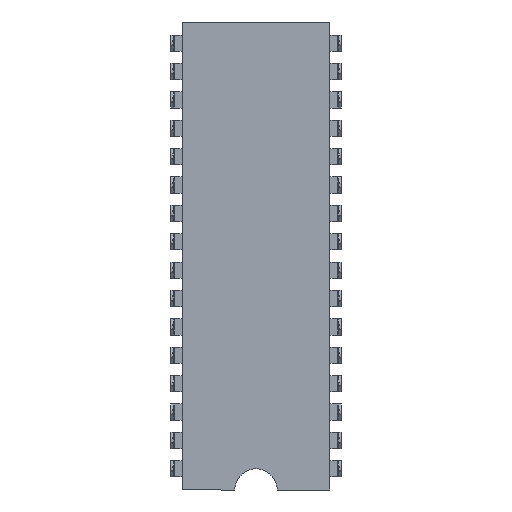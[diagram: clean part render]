
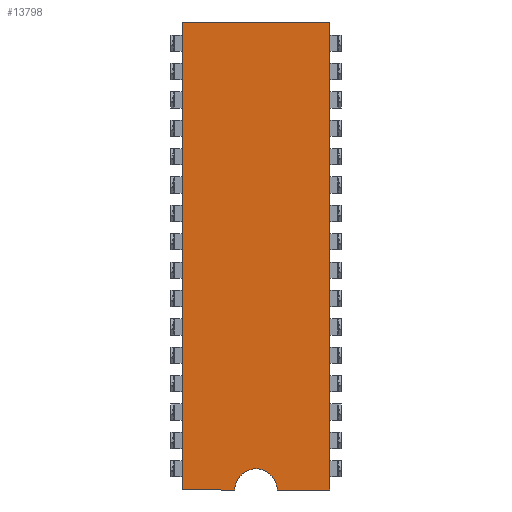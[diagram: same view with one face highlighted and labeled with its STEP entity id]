
A CAD part, front view. The second image highlights one B-rep face of the part: STEP entity #13798.
In plain terms, the highlighted planar face has unit normal (0, -1, 0).
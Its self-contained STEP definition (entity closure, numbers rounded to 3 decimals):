
#605 = DIRECTION ( 'NONE',  ( 1., 0., 0. ) ) ;
#612 = CARTESIAN_POINT ( 'NONE',  ( 6.605, 1.4, -20.942 ) ) ;
#1005 = DIRECTION ( 'NONE',  ( 0., 0., -1. ) ) ;
#1026 = CARTESIAN_POINT ( 'NONE',  ( 0., 1.4, -20.942 ) ) ;
#1311 = AXIS2_PLACEMENT_3D ( 'NONE', #12459, #15174, #13757 ) ;
#1691 = LINE ( 'NONE', #9463, #1716 ) ;
#1716 = VECTOR ( 'NONE', #605, 1000. ) ;
#1774 = CARTESIAN_POINT ( 'NONE',  ( -6.605, 1.4, -20.942 ) ) ;
#2156 = VECTOR ( 'NONE', #14640, 1000. ) ;
#2279 = EDGE_CURVE ( 'NONE', #15346, #8139, #3718, .T. ) ;
#2384 = VERTEX_POINT ( 'NONE', #612 ) ;
#2471 = CARTESIAN_POINT ( 'NONE',  ( -6.605, 1.4, 20.942 ) ) ;
#2666 = DIRECTION ( 'NONE',  ( -1., 0., 0. ) ) ;
#2872 = ORIENTED_EDGE ( 'NONE', *, *, #2279, .T. ) ;
#3040 = CIRCLE ( 'NONE', #14031, 1.9 ) ;
#3239 = DIRECTION ( 'NONE',  ( 0., -1., 0. ) ) ;
#3718 = LINE ( 'NONE', #10670, #3783 ) ;
#3783 = VECTOR ( 'NONE', #2666, 1000. ) ;
#4012 = VECTOR ( 'NONE', #1005, 1000. ) ;
#4183 = DIRECTION ( 'NONE',  ( 0., 0., 1. ) ) ;
#4244 = EDGE_CURVE ( 'NONE', #16745, #11700, #15934, .T. ) ;
#4950 = FACE_OUTER_BOUND ( 'NONE', #8572, .T. ) ;
#5136 = ORIENTED_EDGE ( 'NONE', *, *, #9001, .T. ) ;
#5197 = DIRECTION ( 'NONE',  ( 0., 0., -1. ) ) ;
#6248 = AXIS2_PLACEMENT_3D ( 'NONE', #1026, #15449, #5197 ) ;
#6372 = EDGE_CURVE ( 'NONE', #8139, #6955, #10229, .T. ) ;
#6843 = CARTESIAN_POINT ( 'NONE',  ( 0., 1.4, -20.942 ) ) ;
#6955 = VERTEX_POINT ( 'NONE', #11441 ) ;
#7902 = LINE ( 'NONE', #1774, #2156 ) ;
#8139 = VERTEX_POINT ( 'NONE', #2471 ) ;
#8170 = DIRECTION ( 'NONE',  ( 0., 0., -1. ) ) ;
#8572 = EDGE_LOOP ( 'NONE', ( #15949, #13980, #5136, #2872, #15635, #12862, #15895 ) ) ;
#9001 = EDGE_CURVE ( 'NONE', #2384, #15346, #10813, .T. ) ;
#9162 = CARTESIAN_POINT ( 'NONE',  ( 1.9, 1.4, -20.942 ) ) ;
#9463 = CARTESIAN_POINT ( 'NONE',  ( -6.605, 1.4, -20.942 ) ) ;
#9656 = CARTESIAN_POINT ( 'NONE',  ( 0., 1.4, -19.042 ) ) ;
#9958 = EDGE_CURVE ( 'NONE', #16745, #2384, #1691, .T. ) ;
#10229 = LINE ( 'NONE', #11442, #4012 ) ;
#10281 = EDGE_CURVE ( 'NONE', #11700, #13417, #3040, .T. ) ;
#10670 = CARTESIAN_POINT ( 'NONE',  ( 6.605, 1.4, 20.942 ) ) ;
#10813 = LINE ( 'NONE', #16086, #10962 ) ;
#10962 = VECTOR ( 'NONE', #4183, 1000. ) ;
#11186 = PLANE ( 'NONE',  #1311 ) ;
#11441 = CARTESIAN_POINT ( 'NONE',  ( -6.605, 1.4, -20.942 ) ) ;
#11442 = CARTESIAN_POINT ( 'NONE',  ( -6.605, 1.4, 20.942 ) ) ;
#11700 = VERTEX_POINT ( 'NONE', #9656 ) ;
#12459 = CARTESIAN_POINT ( 'NONE',  ( 0., 1.4, 0. ) ) ;
#12524 = EDGE_CURVE ( 'NONE', #6955, #13417, #7902, .T. ) ;
#12862 = ORIENTED_EDGE ( 'NONE', *, *, #12524, .T. ) ;
#13417 = VERTEX_POINT ( 'NONE', #14308 ) ;
#13757 = DIRECTION ( 'NONE',  ( 0., 0., -1. ) ) ;
#13798 = ADVANCED_FACE ( 'NONE', ( #4950 ), #11186, .T. ) ;
#13980 = ORIENTED_EDGE ( 'NONE', *, *, #9958, .T. ) ;
#14031 = AXIS2_PLACEMENT_3D ( 'NONE', #6843, #3239, #8170 ) ;
#14308 = CARTESIAN_POINT ( 'NONE',  ( -1.9, 1.4, -20.942 ) ) ;
#14640 = DIRECTION ( 'NONE',  ( 1., 0., 0. ) ) ;
#15174 = DIRECTION ( 'NONE',  ( 0., -1., 0. ) ) ;
#15346 = VERTEX_POINT ( 'NONE', #16264 ) ;
#15449 = DIRECTION ( 'NONE',  ( 0., -1., 0. ) ) ;
#15635 = ORIENTED_EDGE ( 'NONE', *, *, #6372, .T. ) ;
#15895 = ORIENTED_EDGE ( 'NONE', *, *, #10281, .F. ) ;
#15934 = CIRCLE ( 'NONE', #6248, 1.9 ) ;
#15949 = ORIENTED_EDGE ( 'NONE', *, *, #4244, .F. ) ;
#16086 = CARTESIAN_POINT ( 'NONE',  ( 6.605, 1.4, -20.942 ) ) ;
#16264 = CARTESIAN_POINT ( 'NONE',  ( 6.605, 1.4, 20.942 ) ) ;
#16745 = VERTEX_POINT ( 'NONE', #9162 ) ;
